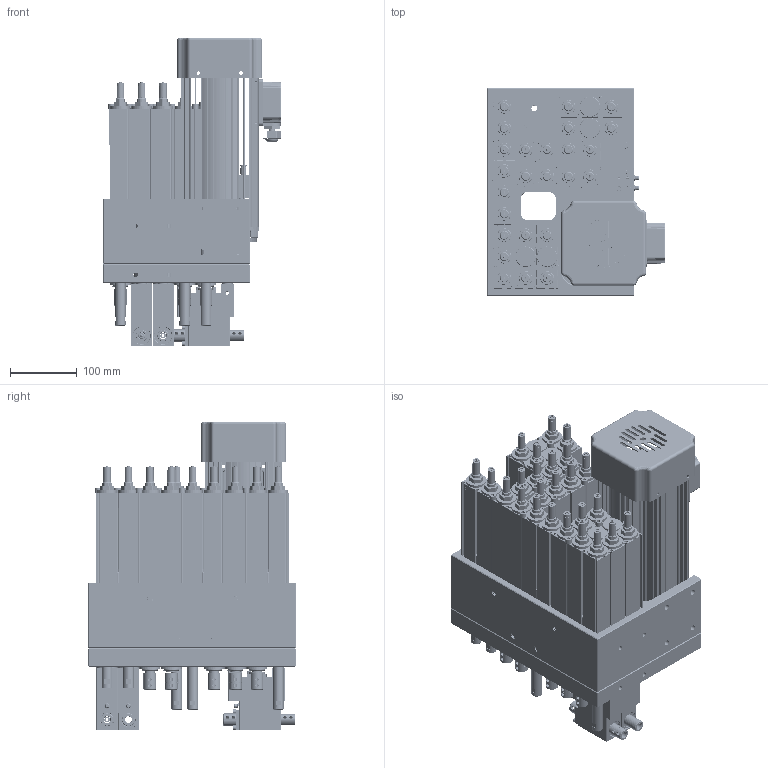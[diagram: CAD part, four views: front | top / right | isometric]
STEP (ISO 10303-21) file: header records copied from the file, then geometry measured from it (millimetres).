
FILE_DESCRIPTION (( 'STEP AP214' ), '1' );
FILE_NAME ('PZ13H10A-0001.STEP', '2024-07-02T06:40:05', ( 'Sysceo.com' ), ( '' ), 'SwSTEP 2.0', 'SolidWorks 2018', '' );
FILE_SCHEMA (( 'AUTOMOTIVE_DESIGN' ));
Length unit declared in the file: millimetre
Products named in the file (2): PZ13H10A-0001
Bounding box: 266.41 x 310 x 461.5 mm (x, y, z)
Surface area: 1481706.8 mm2 (no closed solid volume)
Topology: 0 solids, 447 shells, 4202 faces, 21885 edges, 17804 vertices
Faces by surface type: cylinder 1765, plane 1704, cone 504, torus 171, bspline 58
Entity records: 296629 total; most frequent: CARTESIAN_POINT 86029, DIRECTION 31846, ORIENTED_EDGE 29733, EDGE_CURVE 21831, VERTEX_POINT 17754, VECTOR 12516, LINE 12516, AXIS2_PLACEMENT_3D 9665
